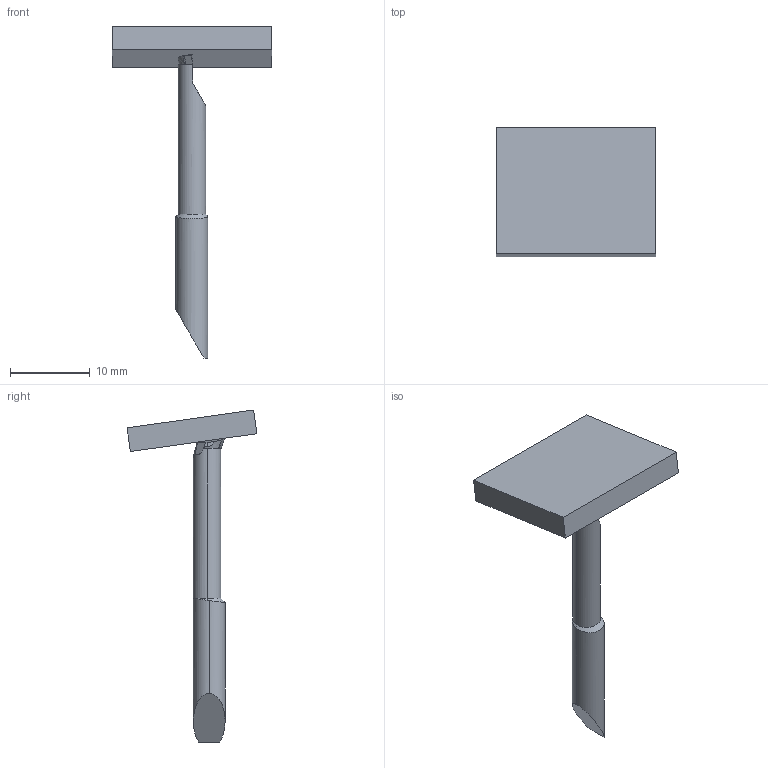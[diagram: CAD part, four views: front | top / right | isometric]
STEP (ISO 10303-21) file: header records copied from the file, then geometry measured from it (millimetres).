
FILE_DESCRIPTION (( 'STEP AP203' ), '1' );
FILE_NAME ('NCBO4R-42.20-015-YG812 [NCBO04R4220015T].STEP', '2023-06-02T10:13:27', ( '' ), ( '' ), 'SwSTEP 2.0', 'SolidWorks 2018', '' );
FILE_SCHEMA (( 'CONFIG_CONTROL_DESIGN' ));
Length unit declared in the file: millimetre
Products named in the file (1): NCBO4R-42.20-015-YG812 [NCBO04R4220015T]
Bounding box: 20 x 16.26 x 41.54 mm (x, y, z)
Volume: 1316.2 mm3; surface area: 1284.4 mm2
Topology: 2 solids, 2 shells, 33 faces, 83 edges, 53 vertices
Faces by surface type: plane 20, cylinder 6, cone 6, bspline 1
Entity records: 1142 total; most frequent: CARTESIAN_POINT 356, ORIENTED_EDGE 164, DIRECTION 123, EDGE_CURVE 82, VERTEX_POINT 53, VECTOR 45, LINE 45, AXIS2_PLACEMENT_3D 39
